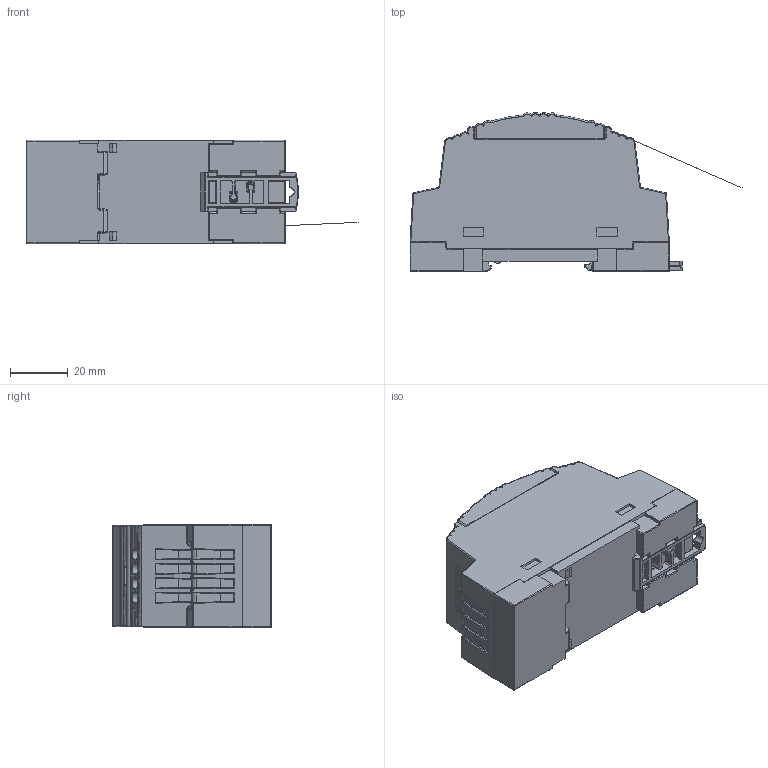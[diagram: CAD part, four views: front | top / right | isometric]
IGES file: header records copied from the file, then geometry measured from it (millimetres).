
Start section: SolidWorks IGES file using analytic representation for surfaces
Global section: file name: TR4N 4P.IGS; native system: SolidWorks 2012; preprocessor: SolidWorks 2012; author: pikusl; date: 140911.142851; units: millimetre
Bounding box: 115.23 x 55.16 x 36.04 mm (x, y, z)
Surface area: 23302.9 mm2 (no closed solid volume)
Topology: 0 solids, 0 shells, 1851 faces, 19069 edges, 19023 vertices
Faces by surface type: bspline 1308, revolution 543
